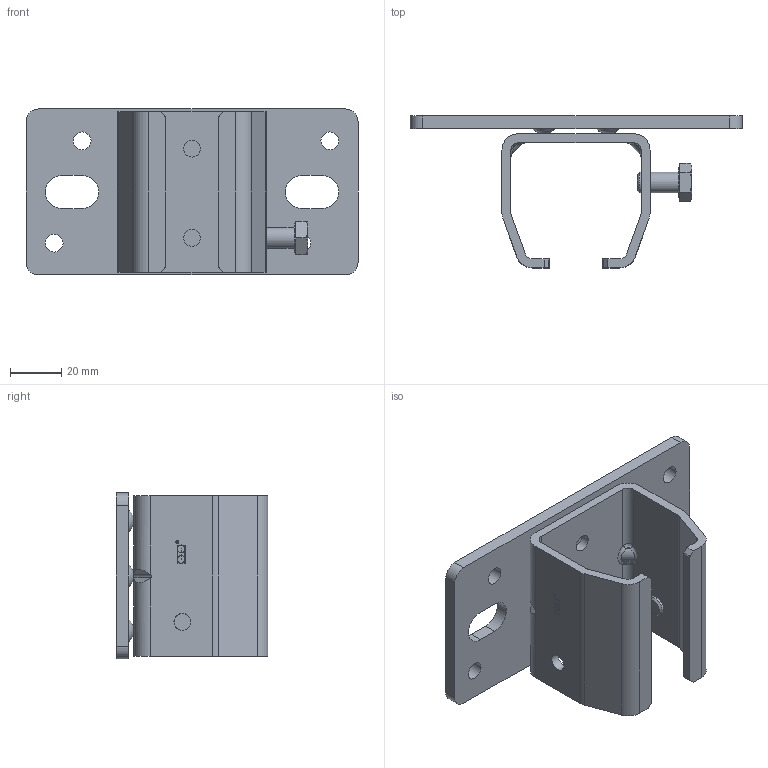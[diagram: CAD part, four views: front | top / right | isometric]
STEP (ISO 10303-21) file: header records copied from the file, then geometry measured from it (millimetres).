
FILE_DESCRIPTION(/* description */ ('Support Plafond'),/* implementation_level */ '2;1');
FILE_NAME(/* name */ '9048HXA4.stp',/* time_stamp */ '2019-08-23T08:49:33+02:00',/* author */ ('Florian'),/* organization */ (''),/* preprocessor_version */ 'ST-DEVELOPER v17.2',/* originating_system */ 'Autodesk Inventor 2019',/* authorisation */ '');
FILE_SCHEMA (('AUTOMOTIVE_DESIGN { 1 0 10303 214 3 1 1 }'));
Length unit declared in the file: millimetre
Products named in the file (4): 9048HXA4; 18378; 18382; 04664
Assembly tree (3 placements, depth 2):
  9048HXA4
    18378
    18382
    04664
Bounding box: 130 x 59.5 x 65 mm (x, y, z)
Volume: 77475.6 mm3; surface area: 42436.6 mm2
Topology: 3 solids, 3 shells, 319 faces, 833 edges, 553 vertices
Faces by surface type: plane 181, cylinder 66, bspline 59, cone 7, sphere 6
Full cylindrical faces by diameter (mm): 1.151 x1, 1.25 x1, 1.918 x1, 2.083 x1, 6.647 x4, 7 x4, 8 x1, 11.63 x1
Entity records: 10604 total; most frequent: CARTESIAN_POINT 2810, ORIENTED_EDGE 1654, DIRECTION 1422, EDGE_CURVE 827, VERTEX_POINT 553, LINE 522, VECTOR 522, AXIS2_PLACEMENT_3D 450
